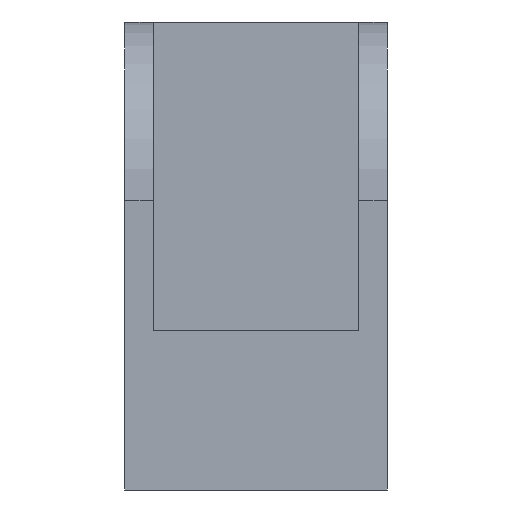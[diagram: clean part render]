
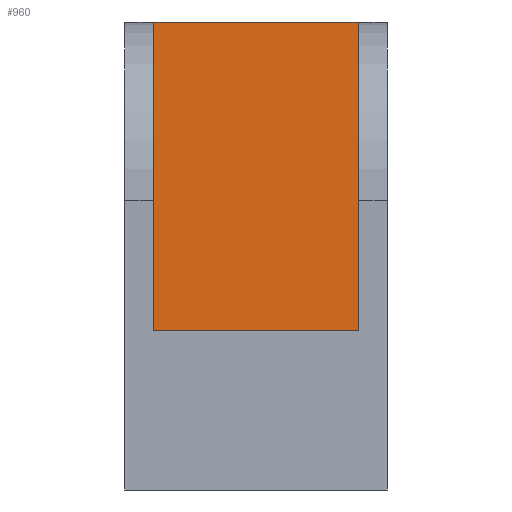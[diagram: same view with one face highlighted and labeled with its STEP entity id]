
A CAD part, front view. The second image highlights one B-rep face of the part: STEP entity #960.
In plain terms, the highlighted planar face has unit normal (0, -1, 0).
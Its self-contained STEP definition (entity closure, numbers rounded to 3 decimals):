
#520=CARTESIAN_POINT('',(-0.433,-3.241,1.968));
#521=VERTEX_POINT('',#520);
#528=CARTESIAN_POINT('',(0.433,-3.241,1.968));
#529=VERTEX_POINT('',#528);
#530=CARTESIAN_POINT('',(-0.433,-3.241,1.968));
#531=DIRECTION('',(1.0,0.0,0.0));
#532=VECTOR('',#531,0.866);
#533=LINE('',#530,#532);
#534=EDGE_CURVE('',#521,#529,#533,.T.);
#742=CARTESIAN_POINT('',(0.433,-3.241,0.669));
#743=VERTEX_POINT('',#742);
#744=CARTESIAN_POINT('',(0.433,-3.241,0.669));
#745=DIRECTION('',(0.0,0.0,1.0));
#746=VECTOR('',#745,1.299);
#747=LINE('',#744,#746);
#748=EDGE_CURVE('',#743,#529,#747,.T.);
#814=CARTESIAN_POINT('',(-0.433,-3.241,0.669));
#815=VERTEX_POINT('',#814);
#822=CARTESIAN_POINT('',(-0.433,-3.241,0.669));
#823=DIRECTION('',(0.0,0.0,1.0));
#824=VECTOR('',#823,1.299);
#825=LINE('',#822,#824);
#826=EDGE_CURVE('',#815,#521,#825,.T.);
#944=CARTESIAN_POINT('',(-0.433,-3.241,0.669));
#945=DIRECTION('',(0.0,1.0,0.0));
#946=DIRECTION('',(0.0,0.0,1.0));
#947=AXIS2_PLACEMENT_3D('',#944,#945,#946);
#948=PLANE('',#947);
#949=ORIENTED_EDGE('',*,*,#534,.F.);
#950=ORIENTED_EDGE('',*,*,#826,.F.);
#951=CARTESIAN_POINT('',(0.433,-3.241,0.669));
#952=DIRECTION('',(-1.0,0.0,0.0));
#953=VECTOR('',#952,0.866);
#954=LINE('',#951,#953);
#955=EDGE_CURVE('',#743,#815,#954,.T.);
#956=ORIENTED_EDGE('',*,*,#955,.F.);
#957=ORIENTED_EDGE('',*,*,#748,.T.);
#958=EDGE_LOOP('',(#949,#950,#956,#957));
#959=FACE_OUTER_BOUND('',#958,.T.);
#960=ADVANCED_FACE('',(#959),#948,.F.);
